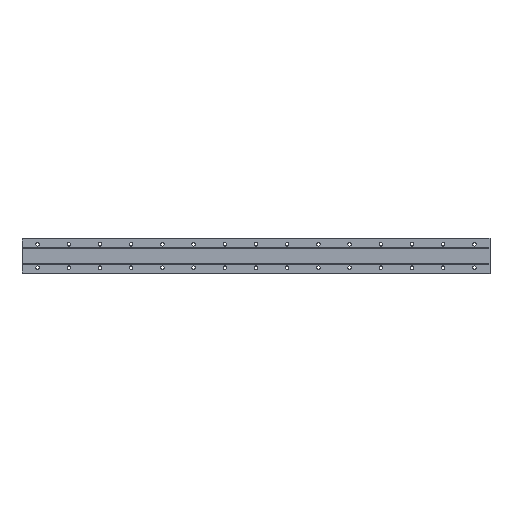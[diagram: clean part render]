
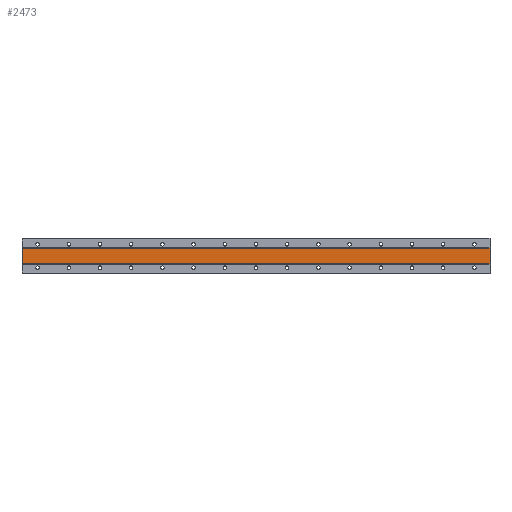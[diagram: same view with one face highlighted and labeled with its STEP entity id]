
A CAD part, front view. The second image highlights one B-rep face of the part: STEP entity #2473.
In plain terms, the highlighted planar face has unit normal (0, -1, 0).
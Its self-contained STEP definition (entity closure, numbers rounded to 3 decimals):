
#59 = FACE_OUTER_BOUND ( 'NONE', #2614, .T. ) ;
#147 = EDGE_CURVE ( 'NONE', #3534, #2995, #5201, .T. ) ;
#286 = VERTEX_POINT ( 'NONE', #5747 ) ;
#337 = DIRECTION ( 'NONE',  ( 1., 0., 0. ) ) ;
#493 = ORIENTED_EDGE ( 'NONE', *, *, #3302, .F. ) ;
#523 = CARTESIAN_POINT ( 'NONE',  ( 1160., 1., 20. ) ) ;
#800 = EDGE_CURVE ( 'NONE', #2270, #286, #2186, .T. ) ;
#1102 = CARTESIAN_POINT ( 'NONE',  ( 1160., 1., 20. ) ) ;
#2010 = VECTOR ( 'NONE', #337, 1000. ) ;
#2186 = LINE ( 'NONE', #5322, #2010 ) ;
#2270 = VERTEX_POINT ( 'NONE', #4602 ) ;
#2473 = ADVANCED_FACE ( 'NONE', ( #59 ), #3115, .F. ) ;
#2614 = EDGE_LOOP ( 'NONE', ( #3198, #493, #4067, #5317 ) ) ;
#2917 = DIRECTION ( 'NONE',  ( 0., 0., -1. ) ) ;
#2952 = CARTESIAN_POINT ( 'NONE',  ( -40., 1., 20. ) ) ;
#2953 = EDGE_CURVE ( 'NONE', #2995, #2270, #5179, .T. ) ;
#2995 = VERTEX_POINT ( 'NONE', #3997 ) ;
#3035 = DIRECTION ( 'NONE',  ( -1., 0., 0. ) ) ;
#3115 = PLANE ( 'NONE',  #4308 ) ;
#3198 = ORIENTED_EDGE ( 'NONE', *, *, #147, .F. ) ;
#3302 = EDGE_CURVE ( 'NONE', #286, #3534, #5606, .T. ) ;
#3476 = CARTESIAN_POINT ( 'NONE',  ( 1160., 1., -20. ) ) ;
#3534 = VERTEX_POINT ( 'NONE', #5202 ) ;
#3997 = CARTESIAN_POINT ( 'NONE',  ( -40., 1., -20. ) ) ;
#4015 = DIRECTION ( 'NONE',  ( 0., 1., 0. ) ) ;
#4067 = ORIENTED_EDGE ( 'NONE', *, *, #800, .F. ) ;
#4095 = DIRECTION ( 'NONE',  ( 0., 0., 1. ) ) ;
#4237 = DIRECTION ( 'NONE',  ( 0., 0., 1. ) ) ;
#4308 = AXIS2_PLACEMENT_3D ( 'NONE', #523, #4015, #4095 ) ;
#4602 = CARTESIAN_POINT ( 'NONE',  ( -40., 1., 20. ) ) ;
#5179 = LINE ( 'NONE', #2952, #5499 ) ;
#5201 = LINE ( 'NONE', #3476, #5654 ) ;
#5202 = CARTESIAN_POINT ( 'NONE',  ( 1160., 1., -20. ) ) ;
#5317 = ORIENTED_EDGE ( 'NONE', *, *, #2953, .F. ) ;
#5321 = VECTOR ( 'NONE', #2917, 1000. ) ;
#5322 = CARTESIAN_POINT ( 'NONE',  ( 1160., 1., 20. ) ) ;
#5499 = VECTOR ( 'NONE', #4237, 1000. ) ;
#5606 = LINE ( 'NONE', #1102, #5321 ) ;
#5654 = VECTOR ( 'NONE', #3035, 1000. ) ;
#5747 = CARTESIAN_POINT ( 'NONE',  ( 1160., 1., 20. ) ) ;
